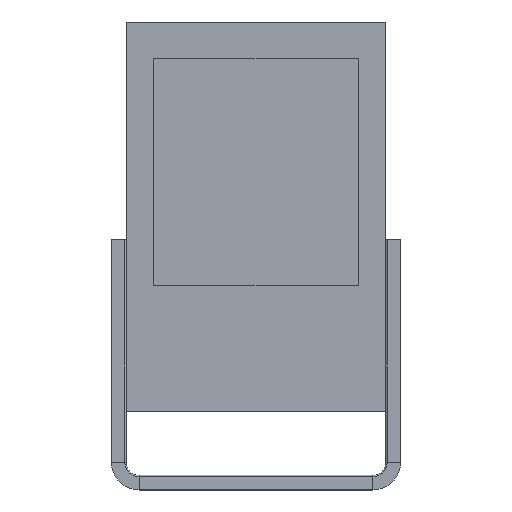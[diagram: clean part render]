
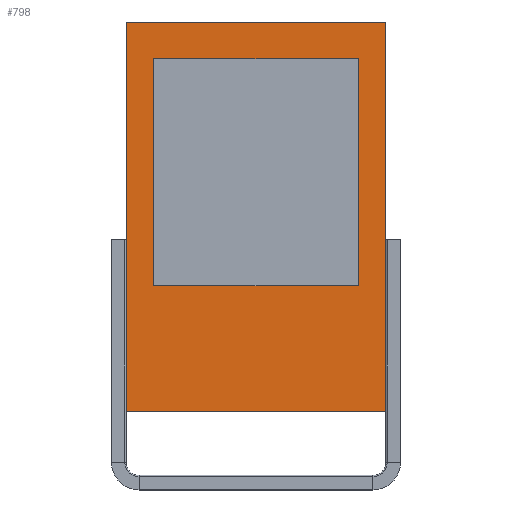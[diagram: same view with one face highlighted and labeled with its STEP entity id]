
A CAD part, top view. The second image highlights one B-rep face of the part: STEP entity #798.
In plain terms, the highlighted planar face has unit normal (0, 0, 1).
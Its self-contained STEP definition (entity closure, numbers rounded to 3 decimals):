
#11 = DIRECTION ( 'NONE',  ( 1., 0., 0. ) ) ;
#14 = LINE ( 'NONE', #1002, #951 ) ;
#50 = CARTESIAN_POINT ( 'NONE',  ( 157.5, 243.5, 89.5 ) ) ;
#67 = CARTESIAN_POINT ( 'NONE',  ( -200., 300., 89.5 ) ) ;
#73 = VECTOR ( 'NONE', #11, 1000. ) ;
#75 = CARTESIAN_POINT ( 'NONE',  ( -157.5, 243.5, 89.5 ) ) ;
#89 = CARTESIAN_POINT ( 'NONE',  ( 200., -300., 89.5 ) ) ;
#103 = DIRECTION ( 'NONE',  ( 0., 1., 0. ) ) ;
#120 = EDGE_LOOP ( 'NONE', ( #1878, #1726, #2446, #1160 ) ) ;
#176 = LINE ( 'NONE', #1437, #1216 ) ;
#238 = EDGE_LOOP ( 'NONE', ( #1290, #703, #2437, #1344 ) ) ;
#248 = CARTESIAN_POINT ( 'NONE',  ( -200., -300., 89.5 ) ) ;
#252 = PLANE ( 'NONE',  #2442 ) ;
#299 = CARTESIAN_POINT ( 'NONE',  ( 0., 0., 89.5 ) ) ;
#311 = LINE ( 'NONE', #2235, #2332 ) ;
#339 = VERTEX_POINT ( 'NONE', #2088 ) ;
#369 = VERTEX_POINT ( 'NONE', #2108 ) ;
#460 = DIRECTION ( 'NONE',  ( -1., 0., 0. ) ) ;
#530 = EDGE_CURVE ( 'NONE', #552, #1269, #14, .T. ) ;
#551 = CARTESIAN_POINT ( 'NONE',  ( 200., 300., 89.5 ) ) ;
#552 = VERTEX_POINT ( 'NONE', #1184 ) ;
#675 = CARTESIAN_POINT ( 'NONE',  ( 157.5, 243.5, 89.5 ) ) ;
#703 = ORIENTED_EDGE ( 'NONE', *, *, #1963, .F. ) ;
#796 = LINE ( 'NONE', #675, #2117 ) ;
#798 = ADVANCED_FACE ( 'NONE', ( #2074, #1509 ), #252, .F. ) ;
#899 = DIRECTION ( 'NONE',  ( 0., 0., -1. ) ) ;
#909 = VECTOR ( 'NONE', #103, 1000. ) ;
#951 = VECTOR ( 'NONE', #1215, 1000. ) ;
#1002 = CARTESIAN_POINT ( 'NONE',  ( -200., -300., 89.5 ) ) ;
#1121 = CARTESIAN_POINT ( 'NONE',  ( 157.5, -106.5, 89.5 ) ) ;
#1127 = EDGE_CURVE ( 'NONE', #1403, #552, #1740, .T. ) ;
#1160 = ORIENTED_EDGE ( 'NONE', *, *, #1304, .T. ) ;
#1179 = EDGE_CURVE ( 'NONE', #1263, #1296, #796, .T. ) ;
#1184 = CARTESIAN_POINT ( 'NONE',  ( -200., 300., 89.5 ) ) ;
#1215 = DIRECTION ( 'NONE',  ( 0., -1., 0. ) ) ;
#1216 = VECTOR ( 'NONE', #2203, 1000. ) ;
#1263 = VERTEX_POINT ( 'NONE', #1121 ) ;
#1269 = VERTEX_POINT ( 'NONE', #2460 ) ;
#1290 = ORIENTED_EDGE ( 'NONE', *, *, #1835, .F. ) ;
#1296 = VERTEX_POINT ( 'NONE', #50 ) ;
#1304 = EDGE_CURVE ( 'NONE', #1269, #369, #1890, .T. ) ;
#1306 = VECTOR ( 'NONE', #1477, 1000. ) ;
#1344 = ORIENTED_EDGE ( 'NONE', *, *, #1179, .F. ) ;
#1403 = VERTEX_POINT ( 'NONE', #551 ) ;
#1405 = CARTESIAN_POINT ( 'NONE',  ( -157.5, -106.5, 89.5 ) ) ;
#1417 = VECTOR ( 'NONE', #1467, 1000. ) ;
#1420 = LINE ( 'NONE', #89, #909 ) ;
#1437 = CARTESIAN_POINT ( 'NONE',  ( -157.5, 243.5, 89.5 ) ) ;
#1467 = DIRECTION ( 'NONE',  ( 1., 0., 0. ) ) ;
#1477 = DIRECTION ( 'NONE',  ( -1., 0., 0. ) ) ;
#1496 = DIRECTION ( 'NONE',  ( -1., 0., 0. ) ) ;
#1509 = FACE_OUTER_BOUND ( 'NONE', #120, .T. ) ;
#1717 = EDGE_CURVE ( 'NONE', #369, #1403, #1420, .T. ) ;
#1726 = ORIENTED_EDGE ( 'NONE', *, *, #1127, .T. ) ;
#1740 = LINE ( 'NONE', #67, #1306 ) ;
#1835 = EDGE_CURVE ( 'NONE', #339, #1263, #2385, .T. ) ;
#1878 = ORIENTED_EDGE ( 'NONE', *, *, #1717, .T. ) ;
#1890 = LINE ( 'NONE', #248, #1417 ) ;
#1963 = EDGE_CURVE ( 'NONE', #2048, #339, #176, .T. ) ;
#2048 = VERTEX_POINT ( 'NONE', #75 ) ;
#2052 = EDGE_CURVE ( 'NONE', #1296, #2048, #311, .T. ) ;
#2074 = FACE_BOUND ( 'NONE', #238, .T. ) ;
#2088 = CARTESIAN_POINT ( 'NONE',  ( -157.5, -106.5, 89.5 ) ) ;
#2108 = CARTESIAN_POINT ( 'NONE',  ( 200., -300., 89.5 ) ) ;
#2117 = VECTOR ( 'NONE', #2238, 1000. ) ;
#2203 = DIRECTION ( 'NONE',  ( 0., -1., 0. ) ) ;
#2235 = CARTESIAN_POINT ( 'NONE',  ( -157.5, 243.5, 89.5 ) ) ;
#2238 = DIRECTION ( 'NONE',  ( 0., 1., 0. ) ) ;
#2332 = VECTOR ( 'NONE', #1496, 1000. ) ;
#2385 = LINE ( 'NONE', #1405, #73 ) ;
#2437 = ORIENTED_EDGE ( 'NONE', *, *, #2052, .F. ) ;
#2442 = AXIS2_PLACEMENT_3D ( 'NONE', #299, #899, #460 ) ;
#2446 = ORIENTED_EDGE ( 'NONE', *, *, #530, .T. ) ;
#2460 = CARTESIAN_POINT ( 'NONE',  ( -200., -300., 89.5 ) ) ;
